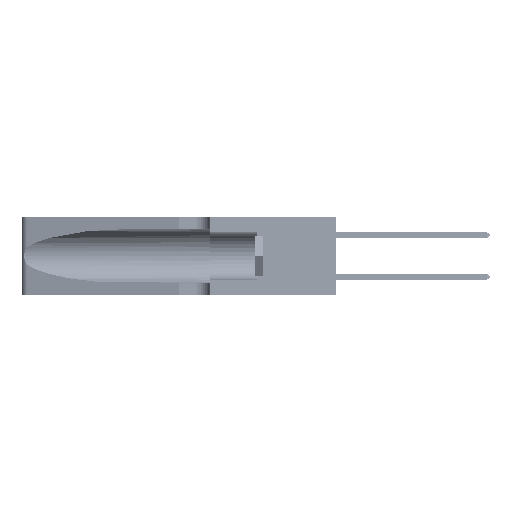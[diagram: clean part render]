
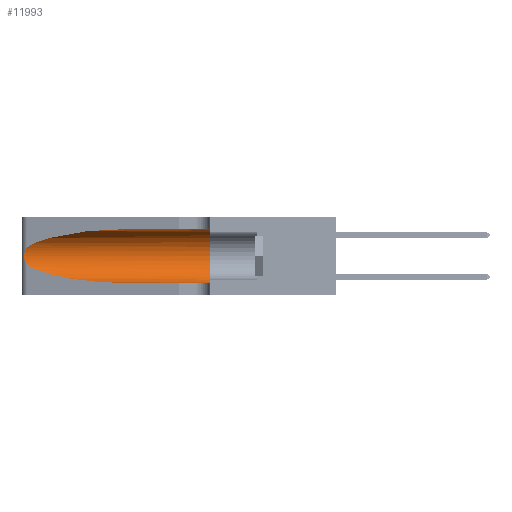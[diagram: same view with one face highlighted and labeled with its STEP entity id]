
A CAD part, left-side view. The second image highlights one B-rep face of the part: STEP entity #11993.
In plain terms, the highlighted cylindrical face has radius 3.308 mm (diameter 6.617 mm), a partial arc.
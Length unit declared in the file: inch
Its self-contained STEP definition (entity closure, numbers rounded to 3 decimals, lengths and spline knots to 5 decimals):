
#814 = DIRECTION ( 'NONE',  ( 0., 0., 1. ) ) ;
#2101 = DIRECTION ( 'NONE',  ( 0., -1., 0. ) ) ;
#2324 = CARTESIAN_POINT ( 'NONE',  ( 0.1305, 1.61858, 0.05475 ) ) ;
#3443 = DIRECTION ( 'NONE',  ( 0., -1., 0. ) ) ;
#4119 = CARTESIAN_POINT ( 'NONE',  ( 0.2373, 1.15595, 0.28018 ) ) ;
#5092 = FACE_OUTER_BOUND ( 'NONE', #34597, .T. ) ;
#5811 = CARTESIAN_POINT ( 'NONE',  ( 0.25789, 1.23486, 0.15765 ) ) ;
#6447 = CARTESIAN_POINT ( 'NONE',  ( 0.1305, 0.72297, 0.31525 ) ) ;
#7405 = VERTEX_POINT ( 'NONE', #8340 ) ;
#7566 = CARTESIAN_POINT ( 'NONE',  ( 0.1305, 1.61858, 0.185 ) ) ;
#8242 = DIRECTION ( 'NONE',  ( 0., 1., 0. ) ) ;
#8340 = CARTESIAN_POINT ( 'NONE',  ( 0.25487, 1.22718, 0.14631 ) ) ;
#8443 = VERTEX_POINT ( 'NONE', #50462 ) ;
#8688 = CARTESIAN_POINT ( 'NONE',  ( 0.1305, 0.35, 0.05475 ) ) ;
#8907 = CARTESIAN_POINT ( 'NONE',  ( 0.26018, 1.23835, 0.19895 ) ) ;
#9061 = CARTESIAN_POINT ( 'NONE',  ( 0.1305, 0.35, 0.31525 ) ) ;
#10359 = LINE ( 'NONE', #44951, #29861 ) ;
#10961 = AXIS2_PLACEMENT_3D ( 'NONE', #35934, #8242, #814 ) ;
#11074 = EDGE_CURVE ( 'NONE', #8443, #27938, #18074, .T. ) ;
#11540 = DIRECTION ( 'NONE',  ( 0., 0., -1. ) ) ;
#11993 = ADVANCED_FACE ( 'NONE', ( #5092 ), #37569, .F. ) ;
#12585 = VECTOR ( 'NONE', #25450, 39.37008 ) ;
#12859 = CARTESIAN_POINT ( 'NONE',  ( 0.26075, 1.23896, 0.178 ) ) ;
#16938 = CARTESIAN_POINT ( 'NONE',  ( 0.25555, 1.22993, 0.14849 ) ) ;
#17167 = VERTEX_POINT ( 'NONE', #40474 ) ;
#17719 = EDGE_CURVE ( 'NONE', #26122, #27938, #45797, .T. ) ;
#18074 = LINE ( 'NONE', #2324, #12585 ) ;
#20524 = CARTESIAN_POINT ( 'NONE',  ( 0.25555, 1.22994, 0.2215 ) ) ;
#20940 = B_SPLINE_CURVE_WITH_KNOTS ( 'NONE', 3,
 ( #31948, #20524, #24459, #28366, #32299, #8907, #36264, #12859, #21228, #40747, #5811, #40565, #16938, #44521 ),
 .UNSPECIFIED., .F., .F.,
 ( 4, 2, 2, 2, 2, 2, 4 ),
 ( 0., 0.00027, 0.00053, 0.00107, 0.0016, 0.00187, 0.00214 ),
 .UNSPECIFIED. ) ;
#21228 = CARTESIAN_POINT ( 'NONE',  ( 0.26017, 1.23833, 0.17102 ) ) ;
#21597 =( BOUNDED_CURVE ( )  B_SPLINE_CURVE ( 3, ( #31637, #46937, #4119, #28033 ),
 .UNSPECIFIED., .F., .T. ) 
 B_SPLINE_CURVE_WITH_KNOTS ( ( 4, 4 ),
 ( 1.5708, 2.84003 ),
 .UNSPECIFIED. ) 
 CURVE ( )  GEOMETRIC_REPRESENTATION_ITEM ( )  RATIONAL_B_SPLINE_CURVE ( ( 1., 0.87, 0.87, 1. ) ) 
 REPRESENTATION_ITEM ( '' )  );
#22397 = CARTESIAN_POINT ( 'NONE',  ( 0.1305, 0.72297, 0.05475 ) ) ;
#24459 = CARTESIAN_POINT ( 'NONE',  ( 0.25639, 1.23184, 0.21858 ) ) ;
#25450 = DIRECTION ( 'NONE',  ( 0., -1., 0. ) ) ;
#26122 = VERTEX_POINT ( 'NONE', #9061 ) ;
#27125 = EDGE_CURVE ( 'NONE', #41534, #17167, #21597, .T. ) ;
#27938 = VERTEX_POINT ( 'NONE', #8688 ) ;
#28033 = CARTESIAN_POINT ( 'NONE',  ( 0.25487, 1.22718, 0.22369 ) ) ;
#28366 = CARTESIAN_POINT ( 'NONE',  ( 0.25787, 1.23484, 0.2124 ) ) ;
#29861 = VECTOR ( 'NONE', #2101, 39.37008 ) ;
#31637 = CARTESIAN_POINT ( 'NONE',  ( 0.1305, 0.72297, 0.31525 ) ) ;
#31948 = CARTESIAN_POINT ( 'NONE',  ( 0.25487, 1.22718, 0.22369 ) ) ;
#32299 = CARTESIAN_POINT ( 'NONE',  ( 0.25854, 1.2359, 0.20912 ) ) ;
#32897 = ORIENTED_EDGE ( 'NONE', *, *, #42183, .F. ) ;
#33738 = EDGE_CURVE ( 'NONE', #7405, #8443, #41984, .T. ) ;
#34129 = ORIENTED_EDGE ( 'NONE', *, *, #33738, .T. ) ;
#34597 = EDGE_LOOP ( 'NONE', ( #44646, #48748, #34129, #42699, #34955, #32897 ) ) ;
#34955 = ORIENTED_EDGE ( 'NONE', *, *, #17719, .F. ) ;
#35934 = CARTESIAN_POINT ( 'NONE',  ( 0.1305, 0.35, 0.185 ) ) ;
#36264 = CARTESIAN_POINT ( 'NONE',  ( 0.26075, 1.23896, 0.19203 ) ) ;
#37569 = CYLINDRICAL_SURFACE ( 'NONE', #48799, 0.13025 ) ;
#40474 = CARTESIAN_POINT ( 'NONE',  ( 0.25487, 1.22718, 0.22369 ) ) ;
#40565 = CARTESIAN_POINT ( 'NONE',  ( 0.25639, 1.23186, 0.15144 ) ) ;
#40747 = CARTESIAN_POINT ( 'NONE',  ( 0.25856, 1.23593, 0.16098 ) ) ;
#41534 = VERTEX_POINT ( 'NONE', #6447 ) ;
#41599 = CARTESIAN_POINT ( 'NONE',  ( 0.25487, 1.22718, 0.14631 ) ) ;
#41774 = CARTESIAN_POINT ( 'NONE',  ( 0.2373, 1.15595, 0.08982 ) ) ;
#41927 = CARTESIAN_POINT ( 'NONE',  ( 0.18966, 0.96281, 0.05475 ) ) ;
#41984 =( BOUNDED_CURVE ( )  B_SPLINE_CURVE ( 3, ( #41599, #41774, #41927, #22397 ),
 .UNSPECIFIED., .F., .T. ) 
 B_SPLINE_CURVE_WITH_KNOTS ( ( 4, 4 ),
 ( 3.44316, 4.71239 ),
 .UNSPECIFIED. ) 
 CURVE ( )  GEOMETRIC_REPRESENTATION_ITEM ( )  RATIONAL_B_SPLINE_CURVE ( ( 1., 0.87, 0.87, 1. ) ) 
 REPRESENTATION_ITEM ( '' )  );
#42183 = EDGE_CURVE ( 'NONE', #41534, #26122, #10359, .T. ) ;
#42699 = ORIENTED_EDGE ( 'NONE', *, *, #11074, .T. ) ;
#44521 = CARTESIAN_POINT ( 'NONE',  ( 0.25487, 1.22718, 0.14631 ) ) ;
#44646 = ORIENTED_EDGE ( 'NONE', *, *, #27125, .T. ) ;
#44951 = CARTESIAN_POINT ( 'NONE',  ( 0.1305, 1.61858, 0.31525 ) ) ;
#45797 = CIRCLE ( 'NONE', #10961, 0.13025 ) ;
#46937 = CARTESIAN_POINT ( 'NONE',  ( 0.18966, 0.96281, 0.31525 ) ) ;
#48748 = ORIENTED_EDGE ( 'NONE', *, *, #48807, .T. ) ;
#48799 = AXIS2_PLACEMENT_3D ( 'NONE', #7566, #3443, #11540 ) ;
#48807 = EDGE_CURVE ( 'NONE', #17167, #7405, #20940, .T. ) ;
#50462 = CARTESIAN_POINT ( 'NONE',  ( 0.1305, 0.72297, 0.05475 ) ) ;
